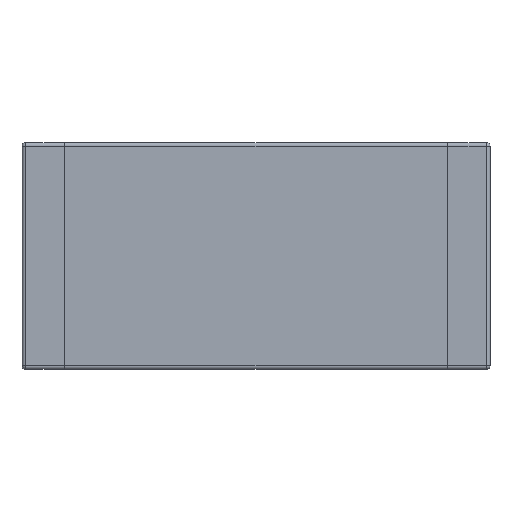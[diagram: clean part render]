
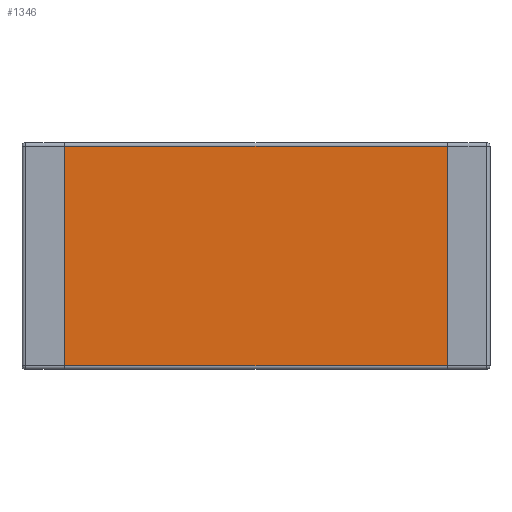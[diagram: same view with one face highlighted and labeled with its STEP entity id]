
A CAD part, front view. The second image highlights one B-rep face of the part: STEP entity #1346.
In plain terms, the highlighted planar face has unit normal (0, -1, 0).
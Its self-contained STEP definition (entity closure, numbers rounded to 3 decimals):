
#137 = CARTESIAN_POINT ( 'NONE',  ( 2.7, 0., 1.55 ) ) ;
#291 = DIRECTION ( 'NONE',  ( -1., 0., 0. ) ) ;
#292 = VECTOR ( 'NONE', #291, 1000. ) ;
#293 = CARTESIAN_POINT ( 'NONE',  ( -3.3, 0., 1.55 ) ) ;
#294 = LINE ( 'NONE', #293, #292 ) ;
#296 = DIRECTION ( 'NONE',  ( 1., 0., 0. ) ) ;
#297 = VECTOR ( 'NONE', #296, 1000. ) ;
#298 = CARTESIAN_POINT ( 'NONE',  ( 3.3, 0., -1.55 ) ) ;
#299 = LINE ( 'NONE', #298, #297 ) ;
#370 = DIRECTION ( 'NONE',  ( 0., 0., -1. ) ) ;
#371 = DIRECTION ( 'NONE',  ( 0., -1., 0. ) ) ;
#372 = CARTESIAN_POINT ( 'NONE',  ( 3.3, 0., -1.6 ) ) ;
#373 = AXIS2_PLACEMENT_3D ( 'NONE', #372, #371, #370 ) ;
#374 = PLANE ( 'NONE',  #373 ) ;
#389 = FACE_OUTER_BOUND ( 'NONE', #1347, .T. ) ;
#715 = CARTESIAN_POINT ( 'NONE',  ( -2.7, 0., 1.55 ) ) ;
#977 = CARTESIAN_POINT ( 'NONE',  ( 2.7, 0., -1.55 ) ) ;
#1214 = EDGE_CURVE ( 'NONE', #1272, #1623, #1514, .T. ) ;
#1223 = EDGE_CURVE ( 'NONE', #1225, #1426, #1570, .T. ) ;
#1225 = VERTEX_POINT ( 'NONE', #1566 ) ;
#1272 = VERTEX_POINT ( 'NONE', #137 ) ;
#1326 = ORIENTED_EDGE ( 'NONE', *, *, #1327, .T. ) ;
#1327 = EDGE_CURVE ( 'NONE', #1225, #1623, #299, .T. ) ;
#1328 = ORIENTED_EDGE ( 'NONE', *, *, #1214, .F. ) ;
#1329 = ORIENTED_EDGE ( 'NONE', *, *, #1330, .T. ) ;
#1330 = EDGE_CURVE ( 'NONE', #1272, #1426, #294, .T. ) ;
#1346 = ADVANCED_FACE ( 'NONE', ( #389 ), #374, .T. ) ;
#1347 = EDGE_LOOP ( 'NONE', ( #1348, #1326, #1328, #1329 ) ) ;
#1348 = ORIENTED_EDGE ( 'NONE', *, *, #1223, .F. ) ;
#1426 = VERTEX_POINT ( 'NONE', #715 ) ;
#1511 = DIRECTION ( 'NONE',  ( 0., 0., -1. ) ) ;
#1512 = VECTOR ( 'NONE', #1511, 1000. ) ;
#1513 = CARTESIAN_POINT ( 'NONE',  ( 2.7, 0., -1.6 ) ) ;
#1514 = LINE ( 'NONE', #1513, #1512 ) ;
#1566 = CARTESIAN_POINT ( 'NONE',  ( -2.7, 0., -1.55 ) ) ;
#1567 = DIRECTION ( 'NONE',  ( 0., 0., 1. ) ) ;
#1568 = VECTOR ( 'NONE', #1567, 1000. ) ;
#1569 = CARTESIAN_POINT ( 'NONE',  ( -2.7, 0., -1.6 ) ) ;
#1570 = LINE ( 'NONE', #1569, #1568 ) ;
#1623 = VERTEX_POINT ( 'NONE', #977 ) ;
